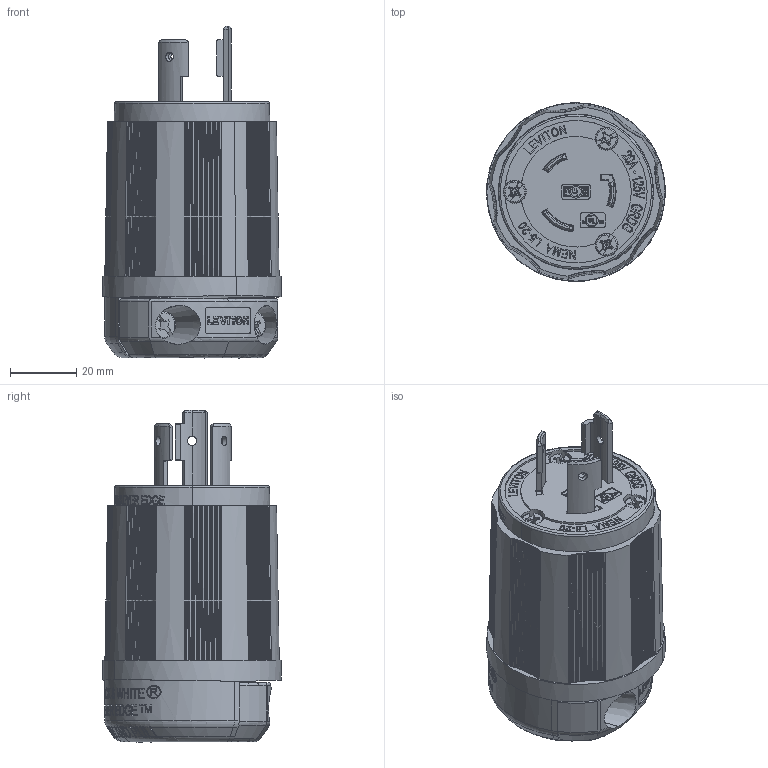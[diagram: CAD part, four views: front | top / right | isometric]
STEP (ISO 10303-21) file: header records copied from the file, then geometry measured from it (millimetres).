
FILE_DESCRIPTION (( 'STEP AP214' ), '1' );
FILE_NAME ('ORC5404-M01 cat 2311E.STEP', '2024-10-16T15:05:18', ( '' ), ( '' ), 'SwSTEP 2.0', 'SolidWorks 2024', '' );
FILE_SCHEMA (( 'AUTOMOTIVE_DESIGN' ));
Products named in the file (1): ORC5404-M01  cat 2311E
Bounding box: 53.79 x 53.82 x 100 mm (x, y, z)
Surface area: 23021.4 mm2 (no closed solid volume)
Topology: 0 solids, 24 shells, 1942 faces, 6909 edges, 4863 vertices
Faces by surface type: plane 922, bspline 664, cone 168, cylinder 146, torus 42
Entity records: 96198 total; most frequent: CARTESIAN_POINT 45961, ORIENTED_EDGE 11463, DIRECTION 7590, EDGE_CURVE 6909, VERTEX_POINT 4863, LINE 3452, VECTOR 3452, EDGE_LOOP 2134
